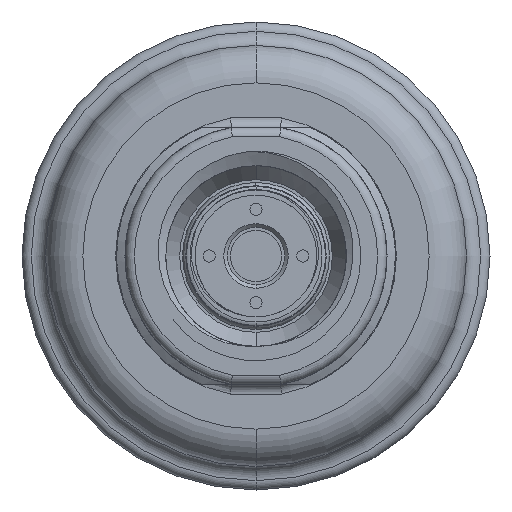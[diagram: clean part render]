
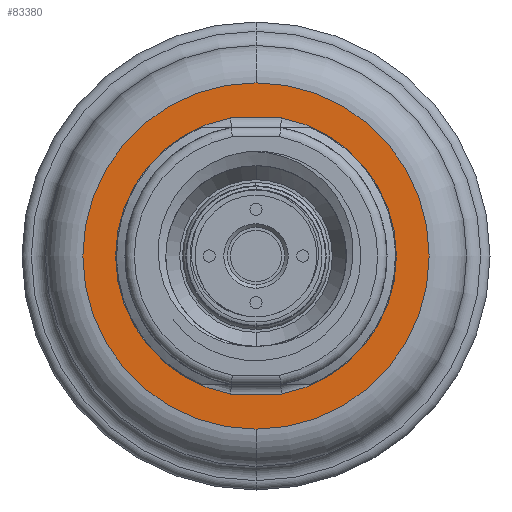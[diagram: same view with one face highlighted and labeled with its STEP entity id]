
A CAD part, front view. The second image highlights one B-rep face of the part: STEP entity #83380.
In plain terms, the highlighted planar face has unit normal (0, -1, 0).
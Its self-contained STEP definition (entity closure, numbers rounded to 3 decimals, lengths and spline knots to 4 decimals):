
#31463=CARTESIAN_POINT('',(0.,-0.1575,0.));
#31464=DIRECTION('',(0.,-1.,0.));
#31465=DIRECTION('',(0.,0.,-1.));
#31466=AXIS2_PLACEMENT_3D('',#31463,#31464,#31465);
#31468=CARTESIAN_POINT('',(0.,-0.1575,0.));
#31469=DIRECTION('',(0.,-1.,0.));
#31470=DIRECTION('',(0.,0.,1.));
#31471=AXIS2_PLACEMENT_3D('',#31468,#31469,#31470);
#31473=CARTESIAN_POINT('',(0.,-0.1575,0.));
#31474=DIRECTION('',(0.,-1.,0.));
#31475=DIRECTION('',(-0.182,0.,0.983));
#31476=AXIS2_PLACEMENT_3D('',#31473,#31474,#31475);
#31478=DIRECTION('',(1.,0.,0.));
#31479=VECTOR('',#31478,0.2147);
#31480=CARTESIAN_POINT('',(-0.1074,-0.1575,
-0.5807));
#31481=LINE('',#31480,#31479);
#31482=CARTESIAN_POINT('',(0.,-0.1575,0.));
#31483=DIRECTION('',(0.,-1.,0.));
#31484=DIRECTION('',(0.182,0.,-0.983));
#31485=AXIS2_PLACEMENT_3D('',#31482,#31483,#31484);
#31487=DIRECTION('',(-1.,0.,0.));
#31488=VECTOR('',#31487,0.2147);
#31489=CARTESIAN_POINT('',(0.1074,-0.1575,
0.5807));
#31490=LINE('',#31489,#31488);
#54743=CARTESIAN_POINT('',(-0.1074,-0.1575,
0.5807));
#54744=CARTESIAN_POINT('',(-0.1074,-0.1575,
-0.5807));
#54745=VERTEX_POINT('',#54743);
#54746=VERTEX_POINT('',#54744);
#54751=CARTESIAN_POINT('',(0.1074,-0.1575,
-0.5807));
#54752=CARTESIAN_POINT('',(0.1074,-0.1575,
0.5807));
#54753=VERTEX_POINT('',#54751);
#54754=VERTEX_POINT('',#54752);
#55061=CARTESIAN_POINT('',(0.,-0.1575,-0.7283));
#55062=CARTESIAN_POINT('',(0.,-0.1575,0.7283));
#55063=VERTEX_POINT('',#55061);
#55064=VERTEX_POINT('',#55062);
#83360=CARTESIAN_POINT('',(0.,-0.1575,0.));
#83361=DIRECTION('',(0.,-1.,0.));
#83362=DIRECTION('',(0.,0.,1.));
#83363=AXIS2_PLACEMENT_3D('',#83360,#83361,#83362);
#83364=PLANE('',#83363);
#83366=ORIENTED_EDGE('',*,*,#83365,.F.);
#83368=ORIENTED_EDGE('',*,*,#83367,.F.);
#83369=EDGE_LOOP('',(#83366,#83368));
#83370=FACE_OUTER_BOUND('',#83369,.F.);
#83371=ORIENTED_EDGE('',*,*,#83350,.T.);
#83373=ORIENTED_EDGE('',*,*,#83372,.T.);
#83375=ORIENTED_EDGE('',*,*,#83374,.T.);
#83377=ORIENTED_EDGE('',*,*,#83376,.T.);
#83378=EDGE_LOOP('',(#83371,#83373,#83375,#83377));
#83379=FACE_BOUND('',#83378,.F.);
#83380=ADVANCED_FACE('',(#83370,#83379),#83364,.T.);
#31467=CIRCLE('',#31466,0.7283);
#31472=CIRCLE('',#31471,0.7283);
#31477=CIRCLE('',#31476,0.5906);
#31486=CIRCLE('',#31485,0.5906);
#83350=EDGE_CURVE('',#54745,#54746,#31477,.T.);
#83365=EDGE_CURVE('',#55063,#55064,#31467,.T.);
#83367=EDGE_CURVE('',#55064,#55063,#31472,.T.);
#83372=EDGE_CURVE('',#54746,#54753,#31481,.T.);
#83374=EDGE_CURVE('',#54753,#54754,#31486,.T.);
#83376=EDGE_CURVE('',#54754,#54745,#31490,.T.);
